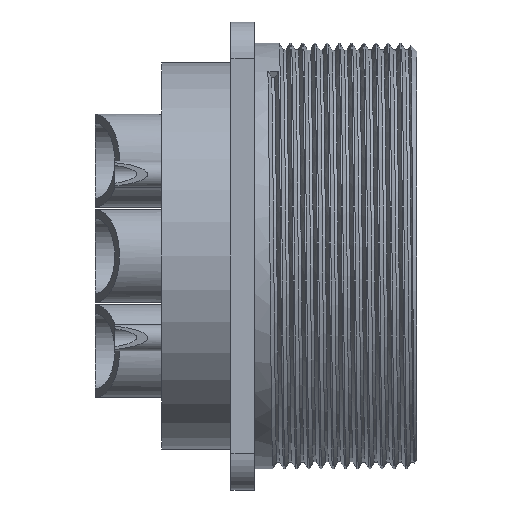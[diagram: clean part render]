
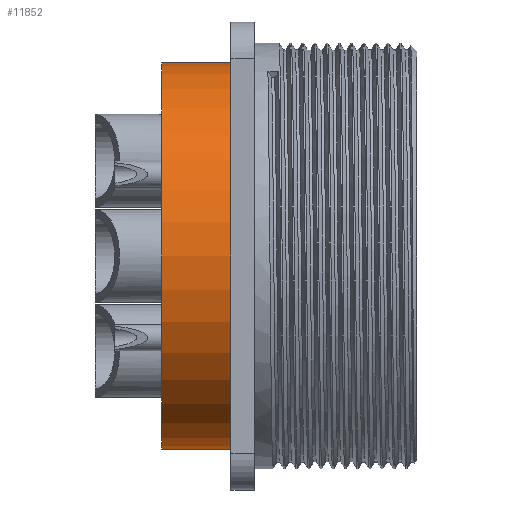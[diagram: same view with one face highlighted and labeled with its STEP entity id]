
A CAD part, left-side view. The second image highlights one B-rep face of the part: STEP entity #11852.
In plain terms, the highlighted cylindrical face has radius 23.75 mm (diameter 47.5 mm), a partial arc.
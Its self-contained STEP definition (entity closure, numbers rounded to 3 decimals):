
#490 = CARTESIAN_POINT ( 'NONE',  ( 0., 0., 23.75 ) ) ;
#1198 = VERTEX_POINT ( 'NONE', #490 ) ;
#2412 = CARTESIAN_POINT ( 'NONE',  ( 0., 8.5, 23.75 ) ) ;
#3179 = LINE ( 'NONE', #11355, #12568 ) ;
#4083 = CARTESIAN_POINT ( 'NONE',  ( 0., 8.5, 0. ) ) ;
#6234 = VERTEX_POINT ( 'NONE', #10463 ) ;
#7254 = CIRCLE ( 'NONE', #9332, 23.75 ) ;
#8122 = CARTESIAN_POINT ( 'NONE',  ( 0., 8.5, 0. ) ) ;
#9048 = DIRECTION ( 'NONE',  ( 0., 0., 1. ) ) ;
#9332 = AXIS2_PLACEMENT_3D ( 'NONE', #18944, #16597, #9048 ) ;
#9821 = DIRECTION ( 'NONE',  ( 0., 1., 0. ) ) ;
#9925 = DIRECTION ( 'NONE',  ( 0., 0., -1. ) ) ;
#10463 = CARTESIAN_POINT ( 'NONE',  ( 0., 8.5, -23.75 ) ) ;
#10943 = VERTEX_POINT ( 'NONE', #18564 ) ;
#11046 = EDGE_CURVE ( 'NONE', #10943, #1198, #7254, .T. ) ;
#11355 = CARTESIAN_POINT ( 'NONE',  ( 0., 8.5, 23.75 ) ) ;
#11852 = ADVANCED_FACE ( 'NONE', ( #15783 ), #25412, .T. ) ;
#12568 = VECTOR ( 'NONE', #23448, 1000. ) ;
#12687 = EDGE_CURVE ( 'NONE', #6234, #10943, #22151, .T. ) ;
#14813 = EDGE_CURVE ( 'NONE', #6234, #21626, #14978, .T. ) ;
#14978 = CIRCLE ( 'NONE', #23286, 23.75 ) ;
#15620 = ORIENTED_EDGE ( 'NONE', *, *, #23437, .F. ) ;
#15783 = FACE_OUTER_BOUND ( 'NONE', #17388, .T. ) ;
#15929 = DIRECTION ( 'NONE',  ( 0., -1., 0. ) ) ;
#16057 = DIRECTION ( 'NONE',  ( 0., -1., 0. ) ) ;
#16597 = DIRECTION ( 'NONE',  ( 0., 1., 0. ) ) ;
#17388 = EDGE_LOOP ( 'NONE', ( #15620, #19664, #21103, #21985 ) ) ;
#17682 = AXIS2_PLACEMENT_3D ( 'NONE', #4083, #16057, #9925 ) ;
#17747 = CARTESIAN_POINT ( 'NONE',  ( 0., 8.5, -23.75 ) ) ;
#18132 = DIRECTION ( 'NONE',  ( 0., 0., 1. ) ) ;
#18133 = VECTOR ( 'NONE', #15929, 1000. ) ;
#18564 = CARTESIAN_POINT ( 'NONE',  ( 0., 0., -23.75 ) ) ;
#18944 = CARTESIAN_POINT ( 'NONE',  ( 0., 0., 0. ) ) ;
#19664 = ORIENTED_EDGE ( 'NONE', *, *, #14813, .F. ) ;
#21103 = ORIENTED_EDGE ( 'NONE', *, *, #12687, .T. ) ;
#21626 = VERTEX_POINT ( 'NONE', #2412 ) ;
#21985 = ORIENTED_EDGE ( 'NONE', *, *, #11046, .T. ) ;
#22151 = LINE ( 'NONE', #17747, #18133 ) ;
#23286 = AXIS2_PLACEMENT_3D ( 'NONE', #8122, #9821, #18132 ) ;
#23437 = EDGE_CURVE ( 'NONE', #21626, #1198, #3179, .T. ) ;
#23448 = DIRECTION ( 'NONE',  ( 0., -1., 0. ) ) ;
#25412 = CYLINDRICAL_SURFACE ( 'NONE', #17682, 23.75 ) ;
